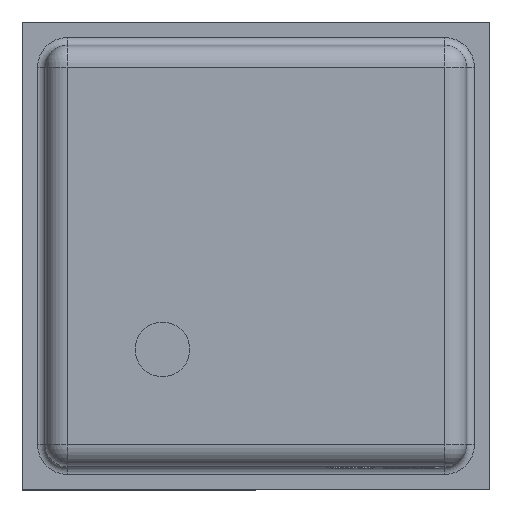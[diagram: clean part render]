
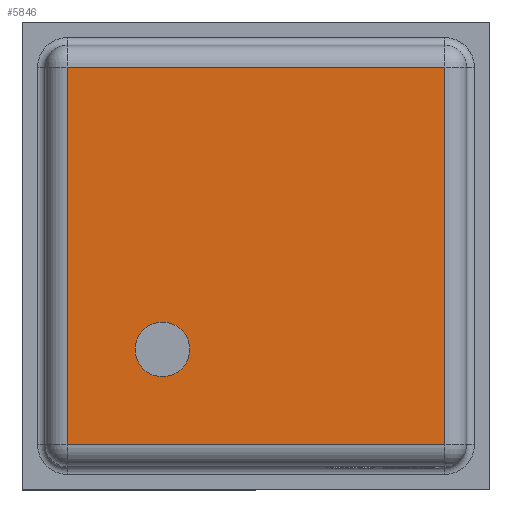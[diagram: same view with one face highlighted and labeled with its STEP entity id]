
A CAD part, top view. The second image highlights one B-rep face of the part: STEP entity #5846.
In plain terms, the highlighted planar face has unit normal (0, 0, 1).
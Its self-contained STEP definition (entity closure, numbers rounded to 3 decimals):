
#129 = FACE_BOUND ( 'NONE', #3219, .T. ) ;
#264 = PLANE ( 'NONE',  #10063 ) ;
#322 = EDGE_CURVE ( 'NONE', #612, #10882, #1123, .T. ) ;
#329 = CARTESIAN_POINT ( 'NONE',  ( 1.21, 1.21, 0.93 ) ) ;
#369 = VECTOR ( 'NONE', #2038, 1000. ) ;
#451 = VERTEX_POINT ( 'NONE', #12161 ) ;
#612 = VERTEX_POINT ( 'NONE', #4806 ) ;
#932 = CARTESIAN_POINT ( 'NONE',  ( -1.21, 1.21, 0.93 ) ) ;
#1123 = LINE ( 'NONE', #5313, #11802 ) ;
#1236 = VERTEX_POINT ( 'NONE', #932 ) ;
#1873 = CARTESIAN_POINT ( 'NONE',  ( -0.6, -0.6, 0.93 ) ) ;
#2038 = DIRECTION ( 'NONE',  ( 0., -1., 0. ) ) ;
#2063 = EDGE_CURVE ( 'NONE', #10882, #1236, #12681, .T. ) ;
#2558 = ORIENTED_EDGE ( 'NONE', *, *, #4279, .F. ) ;
#2712 = DIRECTION ( 'NONE',  ( 0., 0., 1. ) ) ;
#2852 = LINE ( 'NONE', #7044, #3121 ) ;
#2969 = CIRCLE ( 'NONE', #3198, 0.175 ) ;
#3121 = VECTOR ( 'NONE', #11191, 1000. ) ;
#3151 = VERTEX_POINT ( 'NONE', #12344 ) ;
#3176 = EDGE_CURVE ( 'NONE', #12688, #612, #2852, .T. ) ;
#3198 = AXIS2_PLACEMENT_3D ( 'NONE', #1873, #5976, #10068 ) ;
#3219 = EDGE_LOOP ( 'NONE', ( #11960, #2558 ) ) ;
#4279 = EDGE_CURVE ( 'NONE', #451, #3151, #11281, .T. ) ;
#4349 = EDGE_CURVE ( 'NONE', #1236, #12688, #9292, .T. ) ;
#4688 = ORIENTED_EDGE ( 'NONE', *, *, #2063, .T. ) ;
#4759 = ORIENTED_EDGE ( 'NONE', *, *, #4349, .T. ) ;
#4806 = CARTESIAN_POINT ( 'NONE',  ( 1.21, -1.21, 0.93 ) ) ;
#5313 = CARTESIAN_POINT ( 'NONE',  ( 1.21, 1.35, 0.93 ) ) ;
#5431 = EDGE_CURVE ( 'NONE', #3151, #451, #2969, .T. ) ;
#5617 = ORIENTED_EDGE ( 'NONE', *, *, #322, .T. ) ;
#5846 = ADVANCED_FACE ( 'NONE', ( #129, #9634 ), #264, .T. ) ;
#5976 = DIRECTION ( 'NONE',  ( 0., 0., 1. ) ) ;
#6518 = CARTESIAN_POINT ( 'NONE',  ( -1.21, -1.21, 0.93 ) ) ;
#7044 = CARTESIAN_POINT ( 'NONE',  ( 1.35, -1.21, 0.93 ) ) ;
#7638 = DIRECTION ( 'NONE',  ( 0., 0., 1. ) ) ;
#8039 = DIRECTION ( 'NONE',  ( 1., 0., 0. ) ) ;
#8173 = DIRECTION ( 'NONE',  ( 0., 1., 0. ) ) ;
#8396 = CARTESIAN_POINT ( 'NONE',  ( -1.35, 1.21, 0.93 ) ) ;
#9292 = LINE ( 'NONE', #12397, #369 ) ;
#9634 = FACE_OUTER_BOUND ( 'NONE', #12778, .T. ) ;
#9777 = CARTESIAN_POINT ( 'NONE',  ( 0., 0., 0.93 ) ) ;
#10063 = AXIS2_PLACEMENT_3D ( 'NONE', #9777, #7638, #11669 ) ;
#10068 = DIRECTION ( 'NONE',  ( 1., 0., 0. ) ) ;
#10882 = VERTEX_POINT ( 'NONE', #329 ) ;
#11191 = DIRECTION ( 'NONE',  ( 1., 0., 0. ) ) ;
#11281 = CIRCLE ( 'NONE', #13021, 0.175 ) ;
#11326 = ORIENTED_EDGE ( 'NONE', *, *, #3176, .T. ) ;
#11669 = DIRECTION ( 'NONE',  ( 1., 0., 0. ) ) ;
#11802 = VECTOR ( 'NONE', #8173, 1000. ) ;
#11960 = ORIENTED_EDGE ( 'NONE', *, *, #5431, .F. ) ;
#12072 = CARTESIAN_POINT ( 'NONE',  ( -0.6, -0.6, 0.93 ) ) ;
#12161 = CARTESIAN_POINT ( 'NONE',  ( -0.775, -0.6, 0.93 ) ) ;
#12344 = CARTESIAN_POINT ( 'NONE',  ( -0.425, -0.6, 0.93 ) ) ;
#12397 = CARTESIAN_POINT ( 'NONE',  ( -1.21, -1.35, 0.93 ) ) ;
#12554 = DIRECTION ( 'NONE',  ( -1., 0., 0. ) ) ;
#12681 = LINE ( 'NONE', #8396, #12948 ) ;
#12688 = VERTEX_POINT ( 'NONE', #6518 ) ;
#12778 = EDGE_LOOP ( 'NONE', ( #5617, #4688, #4759, #11326 ) ) ;
#12948 = VECTOR ( 'NONE', #12554, 1000. ) ;
#13021 = AXIS2_PLACEMENT_3D ( 'NONE', #12072, #2712, #8039 ) ;
